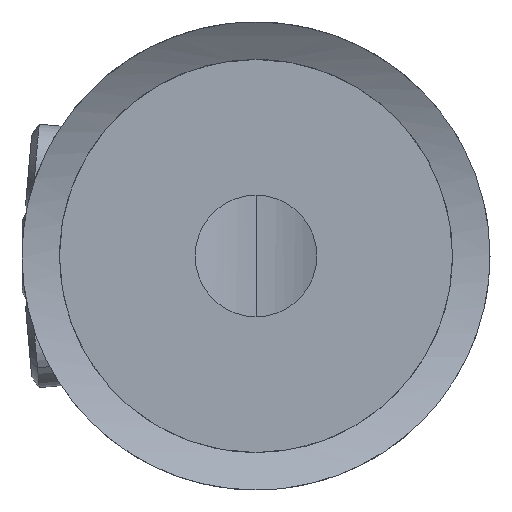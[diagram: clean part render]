
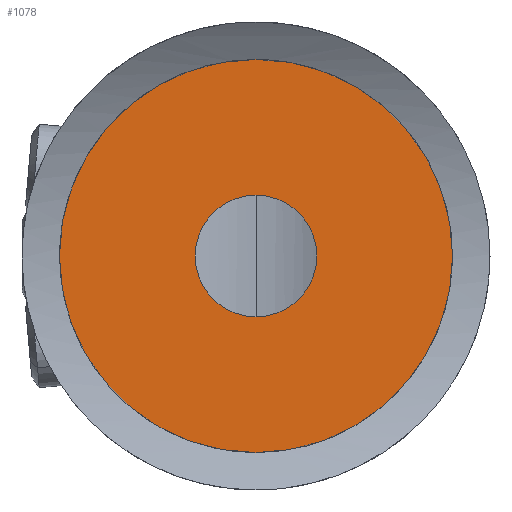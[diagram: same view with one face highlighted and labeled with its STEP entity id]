
A CAD part, left-side view. The second image highlights one B-rep face of the part: STEP entity #1078.
In plain terms, the highlighted planar face has unit normal (-1, 0, 0).
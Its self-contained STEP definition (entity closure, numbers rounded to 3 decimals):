
#18 = AXIS2_PLACEMENT_3D ( 'NONE', #1976, #501, #2984 ) ;
#247 = VERTEX_POINT ( 'NONE', #1702 ) ;
#248 = DIRECTION ( 'NONE',  ( -1., 0., 0. ) ) ;
#456 = ORIENTED_EDGE ( 'NONE', *, *, #721, .F. ) ;
#501 = DIRECTION ( 'NONE',  ( -1., 0., 0. ) ) ;
#566 = CIRCLE ( 'NONE', #1388, 3.25 ) ;
#691 = VERTEX_POINT ( 'NONE', #2003 ) ;
#721 = EDGE_CURVE ( 'NONE', #247, #761, #566, .T. ) ;
#761 = VERTEX_POINT ( 'NONE', #2413 ) ;
#817 = CARTESIAN_POINT ( 'NONE',  ( 8.5, 3.25, 0. ) ) ;
#879 = AXIS2_PLACEMENT_3D ( 'NONE', #2462, #248, #3195 ) ;
#992 = CIRCLE ( 'NONE', #879, 10.5 ) ;
#1065 = FACE_BOUND ( 'NONE', #1923, .T. ) ;
#1078 = ADVANCED_FACE ( 'NONE', ( #1065, #1602 ), #1840, .F. ) ;
#1097 = ORIENTED_EDGE ( 'NONE', *, *, #1136, .F. ) ;
#1136 = EDGE_CURVE ( 'NONE', #761, #247, #1752, .T. ) ;
#1284 = AXIS2_PLACEMENT_3D ( 'NONE', #1346, #1826, #2333 ) ;
#1289 = DIRECTION ( 'NONE',  ( 0., 0., 1. ) ) ;
#1346 = CARTESIAN_POINT ( 'NONE',  ( 8.5, 0., 0. ) ) ;
#1388 = AXIS2_PLACEMENT_3D ( 'NONE', #1773, #2018, #1289 ) ;
#1419 = EDGE_CURVE ( 'NONE', #1869, #691, #2798, .T. ) ;
#1602 = FACE_OUTER_BOUND ( 'NONE', #2239, .T. ) ;
#1702 = CARTESIAN_POINT ( 'NONE',  ( 8.5, 0., 3.25 ) ) ;
#1752 = CIRCLE ( 'NONE', #1284, 3.25 ) ;
#1773 = CARTESIAN_POINT ( 'NONE',  ( 8.5, 0., 0. ) ) ;
#1821 = CARTESIAN_POINT ( 'NONE',  ( 8.5, 0., 10.5 ) ) ;
#1826 = DIRECTION ( 'NONE',  ( -1., 0., 0. ) ) ;
#1840 = PLANE ( 'NONE',  #3015 ) ;
#1869 = VERTEX_POINT ( 'NONE', #1821 ) ;
#1923 = EDGE_LOOP ( 'NONE', ( #456, #1097 ) ) ;
#1976 = CARTESIAN_POINT ( 'NONE',  ( 8.5, 0., 0. ) ) ;
#2003 = CARTESIAN_POINT ( 'NONE',  ( 8.5, 0., -10.5 ) ) ;
#2018 = DIRECTION ( 'NONE',  ( -1., 0., 0. ) ) ;
#2052 = DIRECTION ( 'NONE',  ( 1., 0., 0. ) ) ;
#2239 = EDGE_LOOP ( 'NONE', ( #2600, #2458 ) ) ;
#2254 = EDGE_CURVE ( 'NONE', #691, #1869, #992, .T. ) ;
#2333 = DIRECTION ( 'NONE',  ( 0., 0., 1. ) ) ;
#2413 = CARTESIAN_POINT ( 'NONE',  ( 8.5, 0., -3.25 ) ) ;
#2458 = ORIENTED_EDGE ( 'NONE', *, *, #2254, .T. ) ;
#2462 = CARTESIAN_POINT ( 'NONE',  ( 8.5, 0., 0. ) ) ;
#2599 = DIRECTION ( 'NONE',  ( 0., 0., -1. ) ) ;
#2600 = ORIENTED_EDGE ( 'NONE', *, *, #1419, .T. ) ;
#2798 = CIRCLE ( 'NONE', #18, 10.5 ) ;
#2984 = DIRECTION ( 'NONE',  ( 0., 0., 1. ) ) ;
#3015 = AXIS2_PLACEMENT_3D ( 'NONE', #817, #2052, #2599 ) ;
#3195 = DIRECTION ( 'NONE',  ( 0., 0., 1. ) ) ;
